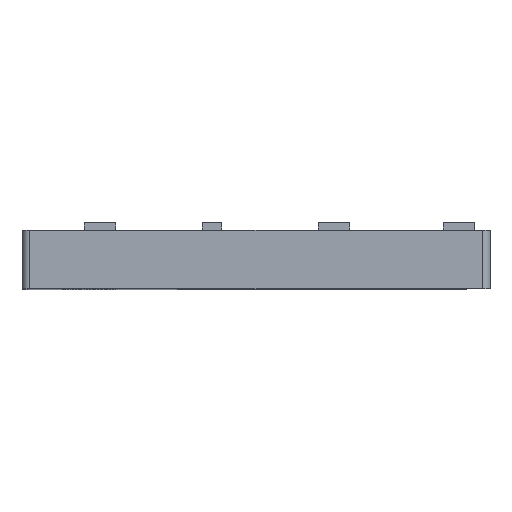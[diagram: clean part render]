
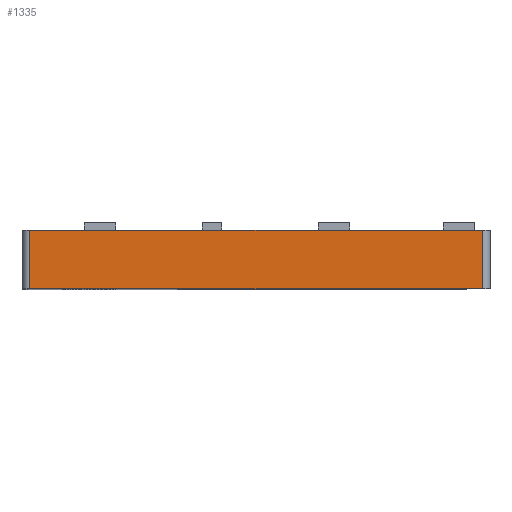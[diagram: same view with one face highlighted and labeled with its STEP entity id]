
A CAD part, top view. The second image highlights one B-rep face of the part: STEP entity #1335.
In plain terms, the highlighted planar face has unit normal (0, 0, 1).
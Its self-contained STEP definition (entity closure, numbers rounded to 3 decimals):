
#59 = VERTEX_POINT ( 'NONE', #116 ) ;
#116 = CARTESIAN_POINT ( 'NONE',  ( 118., 0., 0. ) ) ;
#159 = PLANE ( 'NONE',  #350 ) ;
#162 = VECTOR ( 'NONE', #1985, 1000. ) ;
#166 = EDGE_CURVE ( 'NONE', #1594, #1436, #310, .T. ) ;
#220 = CARTESIAN_POINT ( 'NONE',  ( 2., 15., 0. ) ) ;
#252 = ORIENTED_EDGE ( 'NONE', *, *, #1567, .T. ) ;
#280 = LINE ( 'NONE', #1222, #162 ) ;
#310 = LINE ( 'NONE', #2025, #1546 ) ;
#335 = DIRECTION ( 'NONE',  ( 0., 0., -1. ) ) ;
#350 = AXIS2_PLACEMENT_3D ( 'NONE', #623, #335, #821 ) ;
#400 = DIRECTION ( 'NONE',  ( 0., 1., 0. ) ) ;
#471 = DIRECTION ( 'NONE',  ( 1., 0., 0. ) ) ;
#534 = VECTOR ( 'NONE', #471, 1000. ) ;
#563 = CARTESIAN_POINT ( 'NONE',  ( 2., 0., 0. ) ) ;
#604 = ORIENTED_EDGE ( 'NONE', *, *, #663, .T. ) ;
#606 = VECTOR ( 'NONE', #400, 1000. ) ;
#623 = CARTESIAN_POINT ( 'NONE',  ( 120., 15., 0. ) ) ;
#633 = FACE_OUTER_BOUND ( 'NONE', #1967, .T. ) ;
#663 = EDGE_CURVE ( 'NONE', #1594, #1688, #280, .T. ) ;
#685 = LINE ( 'NONE', #1513, #606 ) ;
#800 = CARTESIAN_POINT ( 'NONE',  ( 120., 0., 0. ) ) ;
#821 = DIRECTION ( 'NONE',  ( -1., 0., 0. ) ) ;
#1114 = DIRECTION ( 'NONE',  ( 1., 0., 0. ) ) ;
#1119 = ORIENTED_EDGE ( 'NONE', *, *, #166, .F. ) ;
#1134 = ORIENTED_EDGE ( 'NONE', *, *, #1272, .T. ) ;
#1222 = CARTESIAN_POINT ( 'NONE',  ( 2., 15., 0. ) ) ;
#1272 = EDGE_CURVE ( 'NONE', #1688, #59, #1736, .T. ) ;
#1297 = CARTESIAN_POINT ( 'NONE',  ( 118., 15., 0. ) ) ;
#1335 = ADVANCED_FACE ( 'NONE', ( #633 ), #159, .F. ) ;
#1436 = VERTEX_POINT ( 'NONE', #1297 ) ;
#1513 = CARTESIAN_POINT ( 'NONE',  ( 118., 15., 0. ) ) ;
#1546 = VECTOR ( 'NONE', #1114, 1000. ) ;
#1567 = EDGE_CURVE ( 'NONE', #59, #1436, #685, .T. ) ;
#1594 = VERTEX_POINT ( 'NONE', #220 ) ;
#1688 = VERTEX_POINT ( 'NONE', #563 ) ;
#1736 = LINE ( 'NONE', #800, #534 ) ;
#1967 = EDGE_LOOP ( 'NONE', ( #1119, #604, #1134, #252 ) ) ;
#1985 = DIRECTION ( 'NONE',  ( 0., -1., 0. ) ) ;
#2025 = CARTESIAN_POINT ( 'NONE',  ( 120., 15., 0. ) ) ;
